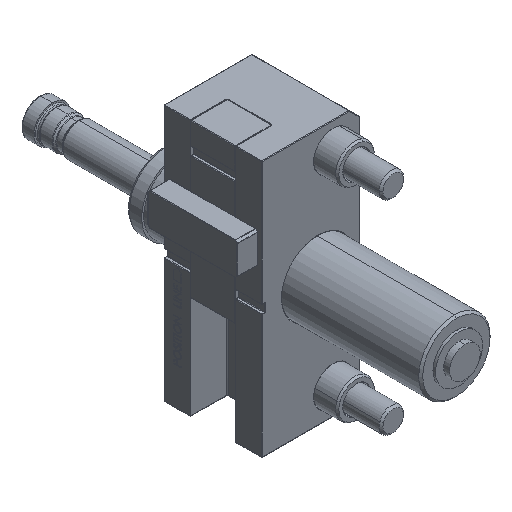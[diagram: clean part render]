
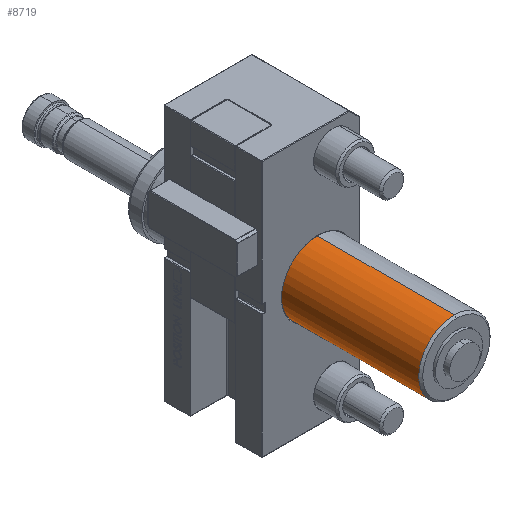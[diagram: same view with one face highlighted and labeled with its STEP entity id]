
A CAD part, isometric view. The second image highlights one B-rep face of the part: STEP entity #8719.
In plain terms, the highlighted cylindrical face has radius 17.5 mm (diameter 35 mm), a partial arc.
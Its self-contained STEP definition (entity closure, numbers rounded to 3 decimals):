
#562 = AXIS2_PLACEMENT_3D ( 'NONE', #14333, #12539, #10794 ) ;
#1448 = EDGE_CURVE ( 'NONE', #3585, #20041, #15560, .T. ) ;
#3585 = VERTEX_POINT ( 'NONE', #3736 ) ;
#3736 = CARTESIAN_POINT ( 'NONE',  ( -3.5, 2., -17.5 ) ) ;
#4217 = VECTOR ( 'NONE', #6434, 1000. ) ;
#5133 = CARTESIAN_POINT ( 'NONE',  ( -3.5, -67., -17.5 ) ) ;
#5826 = EDGE_LOOP ( 'NONE', ( #10983, #7220, #13759, #18105 ) ) ;
#6047 = EDGE_CURVE ( 'NONE', #16649, #20041, #6212, .T. ) ;
#6212 = CIRCLE ( 'NONE', #562, 17.5 ) ;
#6434 = DIRECTION ( 'NONE',  ( 0., -1., 0. ) ) ;
#7220 = ORIENTED_EDGE ( 'NONE', *, *, #21107, .T. ) ;
#7305 = VECTOR ( 'NONE', #7543, 1000. ) ;
#7543 = DIRECTION ( 'NONE',  ( 0., -1., 0. ) ) ;
#7727 = VERTEX_POINT ( 'NONE', #11865 ) ;
#8091 = AXIS2_PLACEMENT_3D ( 'NONE', #10081, #16795, #13612 ) ;
#8719 = ADVANCED_FACE ( 'NONE', ( #15721 ), #22947, .T. ) ;
#10009 = CIRCLE ( 'NONE', #8091, 17.5 ) ;
#10081 = CARTESIAN_POINT ( 'NONE',  ( -3.5, 2., 0. ) ) ;
#10617 = EDGE_CURVE ( 'NONE', #3585, #7727, #10009, .T. ) ;
#10794 = DIRECTION ( 'NONE',  ( 0., 0., 1. ) ) ;
#10983 = ORIENTED_EDGE ( 'NONE', *, *, #10617, .T. ) ;
#11682 = LINE ( 'NONE', #16872, #7305 ) ;
#11865 = CARTESIAN_POINT ( 'NONE',  ( -3.5, 2., 17.5 ) ) ;
#12539 = DIRECTION ( 'NONE',  ( 0., 1., 0. ) ) ;
#13612 = DIRECTION ( 'NONE',  ( 0., 0., -1. ) ) ;
#13759 = ORIENTED_EDGE ( 'NONE', *, *, #6047, .T. ) ;
#13954 = DIRECTION ( 'NONE',  ( 0., 0., -1. ) ) ;
#14333 = CARTESIAN_POINT ( 'NONE',  ( -3.5, -67., 0. ) ) ;
#15560 = LINE ( 'NONE', #22656, #4217 ) ;
#15721 = FACE_OUTER_BOUND ( 'NONE', #5826, .T. ) ;
#15845 = DIRECTION ( 'NONE',  ( 0., -1., 0. ) ) ;
#16649 = VERTEX_POINT ( 'NONE', #22806 ) ;
#16795 = DIRECTION ( 'NONE',  ( 0., -1., 0. ) ) ;
#16872 = CARTESIAN_POINT ( 'NONE',  ( -3.5, -113.403, 17.5 ) ) ;
#17968 = CARTESIAN_POINT ( 'NONE',  ( -3.5, -113.403, 0. ) ) ;
#18105 = ORIENTED_EDGE ( 'NONE', *, *, #1448, .F. ) ;
#20041 = VERTEX_POINT ( 'NONE', #5133 ) ;
#21107 = EDGE_CURVE ( 'NONE', #7727, #16649, #11682, .T. ) ;
#22035 = AXIS2_PLACEMENT_3D ( 'NONE', #17968, #15845, #13954 ) ;
#22656 = CARTESIAN_POINT ( 'NONE',  ( -3.5, -113.403, -17.5 ) ) ;
#22806 = CARTESIAN_POINT ( 'NONE',  ( -3.5, -67., 17.5 ) ) ;
#22947 = CYLINDRICAL_SURFACE ( 'NONE', #22035, 17.5 ) ;
